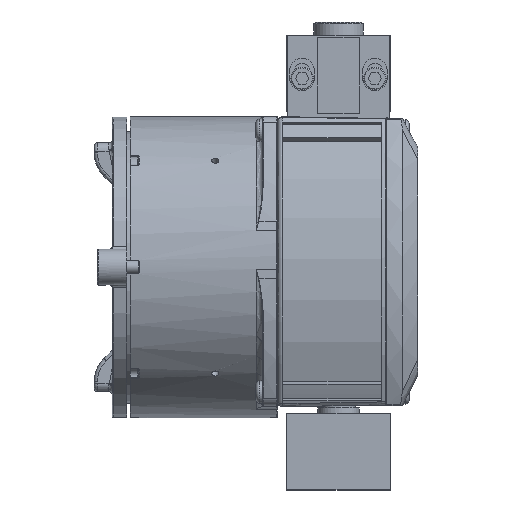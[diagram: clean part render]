
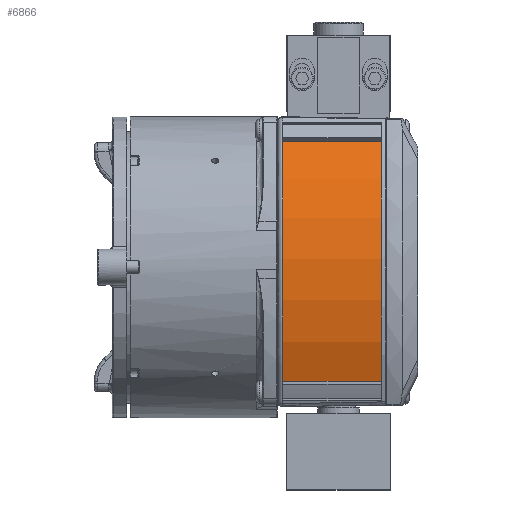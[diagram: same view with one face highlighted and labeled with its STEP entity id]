
A CAD part, top view. The second image highlights one B-rep face of the part: STEP entity #6866.
In plain terms, the highlighted cylindrical face has radius 82.779 mm (diameter 165.557 mm), a partial arc.
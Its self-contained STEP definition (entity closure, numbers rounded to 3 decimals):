
#652=CYLINDRICAL_SURFACE('',#25432,82.779);
#2310=CIRCLE('',#25430,82.779);
#2311=CIRCLE('',#25431,82.779);
#4133=LINE('',#39831,#5530);
#4134=LINE('',#39835,#5531);
#5530=VECTOR('',#29469,1.);
#5531=VECTOR('',#29472,1.);
#6866=ADVANCED_FACE('',(#8606),#652,.T.);
#8606=FACE_OUTER_BOUND('',#10147,.T.);
#10147=EDGE_LOOP('',(#13205,#13206,#13207,#13208));
#13205=ORIENTED_EDGE('',*,*,#21768,.F.);
#13206=ORIENTED_EDGE('',*,*,#21769,.F.);
#13207=ORIENTED_EDGE('',*,*,#21770,.T.);
#13208=ORIENTED_EDGE('',*,*,#21771,.T.);
#19348=VERTEX_POINT('',#39829);
#19349=VERTEX_POINT('',#39830);
#19350=VERTEX_POINT('',#39832);
#19351=VERTEX_POINT('',#39834);
#21768=EDGE_CURVE('',#19348,#19349,#2310,.T.);
#21769=EDGE_CURVE('',#19350,#19348,#4133,.T.);
#21770=EDGE_CURVE('',#19350,#19351,#2311,.T.);
#21771=EDGE_CURVE('',#19351,#19349,#4134,.T.);
#25430=AXIS2_PLACEMENT_3D('',#39828,#29467,#29468);
#25431=AXIS2_PLACEMENT_3D('',#39833,#29470,#29471);
#25432=AXIS2_PLACEMENT_3D('',#39836,#29473,#29474);
#29467=DIRECTION('',(1.,0.,0.));
#29468=DIRECTION('',(0.,0.,-1.));
#29469=DIRECTION('',(1.,0.,0.));
#29470=DIRECTION('',(1.,0.,0.));
#29471=DIRECTION('',(0.,0.,-1.));
#29472=DIRECTION('',(1.,0.,0.));
#29473=DIRECTION('',(1.,0.,0.));
#29474=DIRECTION('',(0.,0.,-1.));
#39828=CARTESIAN_POINT('',(13.121,68.436,115.951));
#39829=CARTESIAN_POINT('',(13.121,111.526,186.63));
#39830=CARTESIAN_POINT('',(13.121,38.359,193.072));
#39831=CARTESIAN_POINT('',(-17.08,111.526,186.63));
#39832=CARTESIAN_POINT('',(-17.08,111.526,186.63));
#39833=CARTESIAN_POINT('',(-17.08,68.436,115.951));
#39834=CARTESIAN_POINT('',(-17.08,38.359,193.072));
#39835=CARTESIAN_POINT('',(-17.08,38.359,193.072));
#39836=CARTESIAN_POINT('',(-17.08,68.436,115.951));
